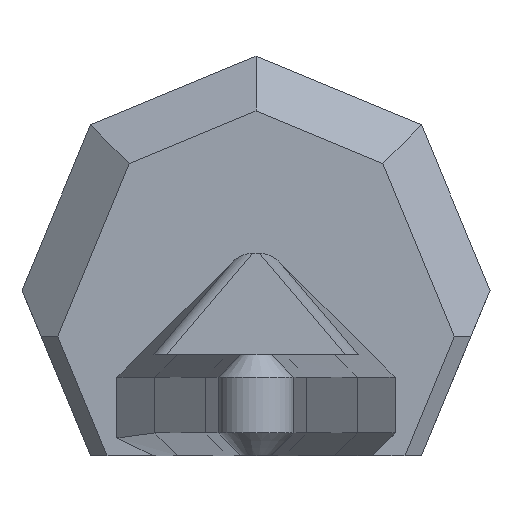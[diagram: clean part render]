
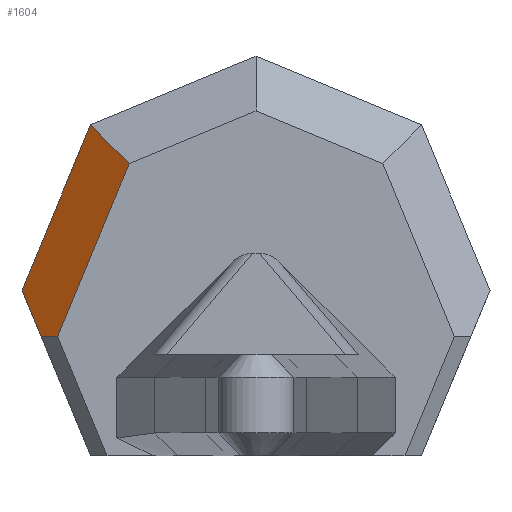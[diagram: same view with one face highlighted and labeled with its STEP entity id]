
A CAD part, left-side view. The second image highlights one B-rep face of the part: STEP entity #1604.
In plain terms, the highlighted planar face has unit normal (-0.707, 0.653, 0.271).
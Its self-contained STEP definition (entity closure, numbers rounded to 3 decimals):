
#44 = PLANE('',#45);
#45 = AXIS2_PLACEMENT_3D('',#46,#47,#48);
#46 = CARTESIAN_POINT('',(15.,6.541,0.));
#47 = DIRECTION('',(0.,-0.924,0.383));
#48 = DIRECTION('',(0.,0.383,0.924));
#72 = PLANE('',#73);
#73 = AXIS2_PLACEMENT_3D('',#74,#75,#76);
#74 = CARTESIAN_POINT('',(15.3,6.264,0.115));
#75 = DIRECTION('',(-0.707,0.653,-0.271));
#76 = DIRECTION('',(0.,0.383,0.924));
#100 = PLANE('',#101);
#101 = AXIS2_PLACEMENT_3D('',#102,#103,#104);
#102 = CARTESIAN_POINT('',(15.,0.,7.013));
#103 = DIRECTION('',(1.,0.,0.));
#104 = DIRECTION('',(0.,0.,1.));
#375 = VERTEX_POINT('',#376);
#376 = CARTESIAN_POINT('',(17.,9.25,6.541));
#390 = PLANE('',#391);
#391 = AXIS2_PLACEMENT_3D('',#392,#393,#394);
#392 = CARTESIAN_POINT('',(15.,9.25,6.541));
#393 = DIRECTION('',(0.,-0.924,-0.383));
#394 = DIRECTION('',(0.,-0.383,0.924));
#402 = EDGE_CURVE('',#403,#375,#405,.T.);
#403 = VERTEX_POINT('',#404);
#404 = CARTESIAN_POINT('',(15.6,8.492,4.712));
#405 = SURFACE_CURVE('',#406,(#410,#417),.PCURVE_S1.);
#406 = LINE('',#407,#408);
#407 = CARTESIAN_POINT('',(14.806,8.063,3.674)
  );
#408 = VECTOR('',#409,1.);
#409 = DIRECTION('',(0.577,0.312,0.754));
#410 = PCURVE('',#44,#411);
#411 = DEFINITIONAL_REPRESENTATION('',(#412),#416);
#412 = LINE('',#413,#414);
#413 = CARTESIAN_POINT('',(3.977,0.194));
#414 = VECTOR('',#415,1.);
#415 = DIRECTION('',(0.816,-0.577));
#416 = ( GEOMETRIC_REPRESENTATION_CONTEXT(2) 
PARAMETRIC_REPRESENTATION_CONTEXT() REPRESENTATION_CONTEXT('2D SPACE',''
  ) );
#417 = PCURVE('',#418,#423);
#418 = PLANE('',#419);
#419 = AXIS2_PLACEMENT_3D('',#420,#421,#422);
#420 = CARTESIAN_POINT('',(16.,8.001,6.942));
#421 = DIRECTION('',(-0.707,0.653,0.271));
#422 = DIRECTION('',(0.,-0.383,0.924)
  );
#423 = DEFINITIONAL_REPRESENTATION('',(#424),#428);
#424 = LINE('',#425,#426);
#425 = CARTESIAN_POINT('',(-3.042,-1.688));
#426 = VECTOR('',#427,1.);
#427 = DIRECTION('',(0.577,0.816));
#428 = ( GEOMETRIC_REPRESENTATION_CONTEXT(2) 
PARAMETRIC_REPRESENTATION_CONTEXT() REPRESENTATION_CONTEXT('2D SPACE',''
  ) );
#509 = VERTEX_POINT('',#510);
#510 = CARTESIAN_POINT('',(15.,7.843,4.712));
#531 = EDGE_CURVE('',#509,#403,#532,.T.);
#532 = SURFACE_CURVE('',#533,(#537,#544),.PCURVE_S1.);
#533 = LINE('',#534,#535);
#534 = CARTESIAN_POINT('',(14.945,7.784,4.712
    ));
#535 = VECTOR('',#536,1.);
#536 = DIRECTION('',(0.679,0.735,0.)
  );
#537 = PCURVE('',#72,#538);
#538 = DEFINITIONAL_REPRESENTATION('',(#539),#543);
#539 = LINE('',#540,#541);
#540 = CARTESIAN_POINT('',(4.829,-0.502));
#541 = VECTOR('',#542,1.);
#542 = DIRECTION('',(0.281,0.96));
#543 = ( GEOMETRIC_REPRESENTATION_CONTEXT(2) 
PARAMETRIC_REPRESENTATION_CONTEXT() REPRESENTATION_CONTEXT('2D SPACE',''
  ) );
#544 = PCURVE('',#418,#545);
#545 = DEFINITIONAL_REPRESENTATION('',(#546),#550);
#546 = LINE('',#547,#548);
#547 = CARTESIAN_POINT('',(-1.977,-1.492));
#548 = VECTOR('',#549,1.);
#549 = DIRECTION('',(-0.281,0.96));
#550 = ( GEOMETRIC_REPRESENTATION_CONTEXT(2) 
PARAMETRIC_REPRESENTATION_CONTEXT() REPRESENTATION_CONTEXT('2D SPACE',''
  ) );
#691 = EDGE_CURVE('',#509,#692,#694,.T.);
#692 = VERTEX_POINT('',#693);
#693 = CARTESIAN_POINT('',(15.,5.01,11.551));
#694 = SURFACE_CURVE('',#695,(#699,#706),.PCURVE_S1.);
#695 = LINE('',#696,#697);
#696 = CARTESIAN_POINT('',(15.,7.078,6.559));
#697 = VECTOR('',#698,1.);
#698 = DIRECTION('',(0.,-0.383,0.924));
#699 = PCURVE('',#100,#700);
#700 = DEFINITIONAL_REPRESENTATION('',(#701),#705);
#701 = LINE('',#702,#703);
#702 = CARTESIAN_POINT('',(-0.454,-7.078));
#703 = VECTOR('',#704,1.);
#704 = DIRECTION('',(0.924,0.383));
#705 = ( GEOMETRIC_REPRESENTATION_CONTEXT(2) 
PARAMETRIC_REPRESENTATION_CONTEXT() REPRESENTATION_CONTEXT('2D SPACE',''
  ) );
#706 = PCURVE('',#418,#707);
#707 = DEFINITIONAL_REPRESENTATION('',(#708),#712);
#708 = LINE('',#709,#710);
#709 = CARTESIAN_POINT('',(0.,-1.414));
#710 = VECTOR('',#711,1.);
#711 = DIRECTION('',(1.,0.));
#712 = ( GEOMETRIC_REPRESENTATION_CONTEXT(2) 
PARAMETRIC_REPRESENTATION_CONTEXT() REPRESENTATION_CONTEXT('2D SPACE',''
  ) );
#730 = PLANE('',#731);
#731 = AXIS2_PLACEMENT_3D('',#732,#733,#734);
#732 = CARTESIAN_POINT('',(16.,6.158,12.158));
#733 = DIRECTION('',(-0.707,0.271,0.653));
#734 = DIRECTION('',(0.,-0.924,0.383)
  );
#1557 = VERTEX_POINT('',#1558);
#1558 = CARTESIAN_POINT('',(17.,6.541,13.081));
#1584 = EDGE_CURVE('',#375,#1557,#1585,.T.);
#1585 = SURFACE_CURVE('',#1586,(#1590,#1597),.PCURVE_S1.);
#1586 = LINE('',#1587,#1588);
#1587 = CARTESIAN_POINT('',(17.,8.925,7.325));
#1588 = VECTOR('',#1589,1.);
#1589 = DIRECTION('',(0.,-0.383,0.924));
#1590 = PCURVE('',#390,#1591);
#1591 = DEFINITIONAL_REPRESENTATION('',(#1592),#1596);
#1592 = LINE('',#1593,#1594);
#1593 = CARTESIAN_POINT('',(0.849,-2.));
#1594 = VECTOR('',#1595,1.);
#1595 = DIRECTION('',(1.,0.));
#1596 = ( GEOMETRIC_REPRESENTATION_CONTEXT(2) 
PARAMETRIC_REPRESENTATION_CONTEXT() REPRESENTATION_CONTEXT('2D SPACE',''
  ) );
#1597 = PCURVE('',#418,#1598);
#1598 = DEFINITIONAL_REPRESENTATION('',(#1599),#1603);
#1599 = LINE('',#1600,#1601);
#1600 = CARTESIAN_POINT('',(0.,1.414));
#1601 = VECTOR('',#1602,1.);
#1602 = DIRECTION('',(1.,0.));
#1603 = ( GEOMETRIC_REPRESENTATION_CONTEXT(2) 
PARAMETRIC_REPRESENTATION_CONTEXT() REPRESENTATION_CONTEXT('2D SPACE',''
  ) );
#1604 = ADVANCED_FACE('',(#1605),#418,.T.);
#1605 = FACE_BOUND('',#1606,.T.);
#1606 = EDGE_LOOP('',(#1607,#1608,#1609,#1630,#1631));
#1607 = ORIENTED_EDGE('',*,*,#531,.F.);
#1608 = ORIENTED_EDGE('',*,*,#691,.T.);
#1609 = ORIENTED_EDGE('',*,*,#1610,.T.);
#1610 = EDGE_CURVE('',#692,#1557,#1611,.T.);
#1611 = SURFACE_CURVE('',#1612,(#1616,#1623),.PCURVE_S1.);
#1612 = LINE('',#1613,#1614);
#1613 = CARTESIAN_POINT('',(15.485,5.381,
    11.922));
#1614 = VECTOR('',#1615,1.);
#1615 = DIRECTION('',(0.679,0.519,0.519));
#1616 = PCURVE('',#418,#1617);
#1617 = DEFINITIONAL_REPRESENTATION('',(#1618),#1622);
#1618 = LINE('',#1619,#1620);
#1619 = CARTESIAN_POINT('',(5.603,-0.729));
#1620 = VECTOR('',#1621,1.);
#1621 = DIRECTION('',(0.281,0.96));
#1622 = ( GEOMETRIC_REPRESENTATION_CONTEXT(2) 
PARAMETRIC_REPRESENTATION_CONTEXT() REPRESENTATION_CONTEXT('2D SPACE',''
  ) );
#1623 = PCURVE('',#730,#1624);
#1624 = DEFINITIONAL_REPRESENTATION('',(#1625),#1629);
#1625 = LINE('',#1626,#1627);
#1626 = CARTESIAN_POINT('',(0.628,-0.729));
#1627 = VECTOR('',#1628,1.);
#1628 = DIRECTION('',(-0.281,0.96));
#1629 = ( GEOMETRIC_REPRESENTATION_CONTEXT(2) 
PARAMETRIC_REPRESENTATION_CONTEXT() REPRESENTATION_CONTEXT('2D SPACE',''
  ) );
#1630 = ORIENTED_EDGE('',*,*,#1584,.F.);
#1631 = ORIENTED_EDGE('',*,*,#402,.F.);
